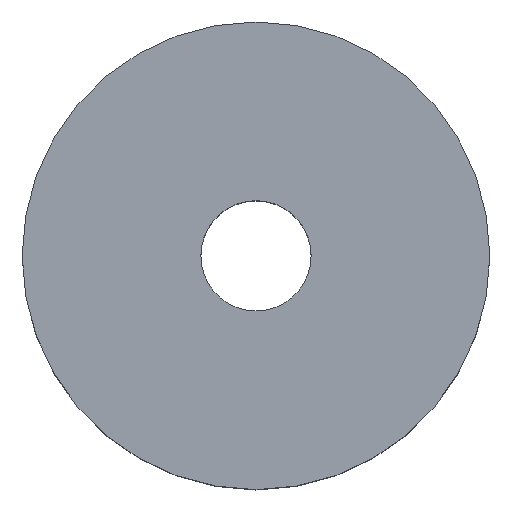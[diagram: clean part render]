
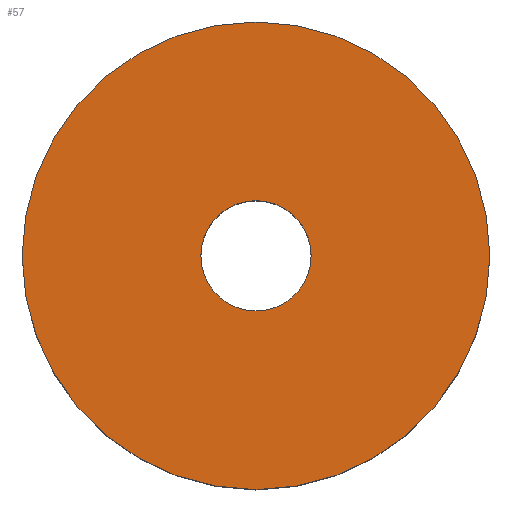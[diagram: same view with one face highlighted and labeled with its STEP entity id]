
A CAD part, top view. The second image highlights one B-rep face of the part: STEP entity #57.
In plain terms, the highlighted planar face has unit normal (0, 0, 1).
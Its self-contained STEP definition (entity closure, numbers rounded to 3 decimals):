
#57=ADVANCED_FACE('',(#93,#95),#97,.T.);
#93=FACE_BOUND('',#94,.T.);
#94=EDGE_LOOP('',(#122));
#95=FACE_BOUND('',#96,.T.);
#96=EDGE_LOOP('',(#123));
#97=PLANE('',#98);
#98=AXIS2_PLACEMENT_3D('',#99,#100,#101);
#99=CARTESIAN_POINT('',(0.,0.,8.));
#100=DIRECTION('',(0.,0.,1.));
#101=DIRECTION('',(-1.,0.,0.));
#122=ORIENTED_EDGE('',*,*,#130,.T.);
#123=ORIENTED_EDGE('',*,*,#131,.T.);
#130=EDGE_CURVE('',#136,#136,#137,.T.);
#131=EDGE_CURVE('',#138,#138,#139,.F.);
#136=VERTEX_POINT('',#150);
#137=CIRCLE('',#151,8.9);
#138=VERTEX_POINT('',#155);
#139=CIRCLE('',#156,2.1);
#150=CARTESIAN_POINT('',(-8.9,0.,8.));
#151=AXIS2_PLACEMENT_3D('',#152,#153,#154);
#152=CARTESIAN_POINT('',(0.,0.,8.));
#153=DIRECTION('',(0.,0.,1.));
#154=DIRECTION('',(-1.,0.,0.));
#155=CARTESIAN_POINT('',(-2.1,0.,8.));
#156=AXIS2_PLACEMENT_3D('',#157,#158,#159);
#157=CARTESIAN_POINT('',(0.,0.,8.));
#158=DIRECTION('',(0.,0.,1.));
#159=DIRECTION('',(-1.,0.,0.));
